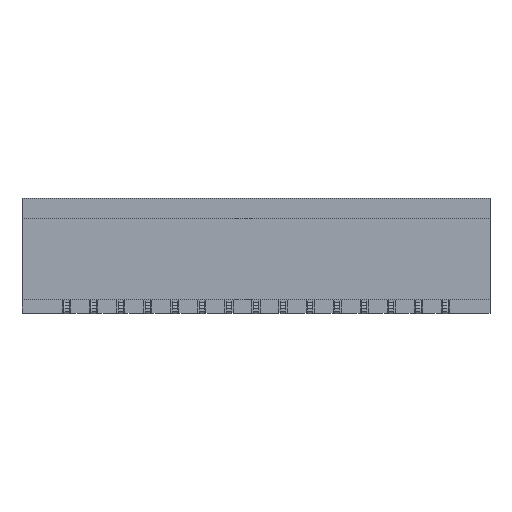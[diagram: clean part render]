
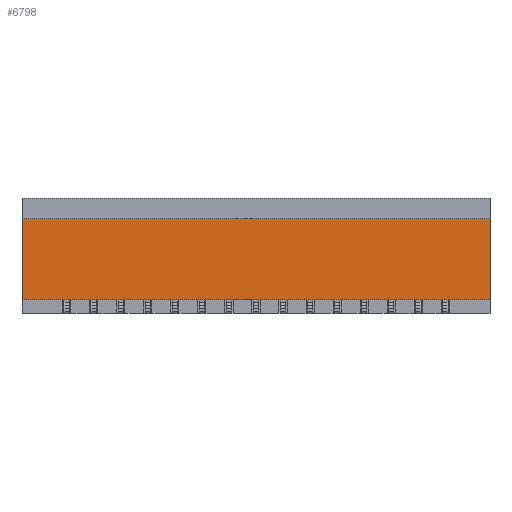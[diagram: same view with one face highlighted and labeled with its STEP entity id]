
A CAD part, front view. The second image highlights one B-rep face of the part: STEP entity #6798.
In plain terms, the highlighted planar face has unit normal (0, -1, 0).
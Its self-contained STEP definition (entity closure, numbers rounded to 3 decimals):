
#760 = DIRECTION ( 'NONE',  ( 0., 0., -1. ) ) ;
#1436 = EDGE_LOOP ( 'NONE', ( #20264, #34299, #6761, #13849 ) ) ;
#2022 = CARTESIAN_POINT ( 'NONE',  ( -8.65, -2.5, 3.52 ) ) ;
#2418 = CARTESIAN_POINT ( 'NONE',  ( -8.65, -2.5, 3.52 ) ) ;
#4073 = CARTESIAN_POINT ( 'NONE',  ( 8.65, -2.5, 0.52 ) ) ;
#4938 = EDGE_CURVE ( 'NONE', #24650, #27421, #33200, .T. ) ;
#5100 = VERTEX_POINT ( 'NONE', #30373 ) ;
#6031 = CARTESIAN_POINT ( 'NONE',  ( -8.65, -2.5, 3.52 ) ) ;
#6599 = VERTEX_POINT ( 'NONE', #43656 ) ;
#6761 = ORIENTED_EDGE ( 'NONE', *, *, #4938, .F. ) ;
#6798 = ADVANCED_FACE ( 'NONE', ( #41287 ), #34235, .F. ) ;
#10221 = VECTOR ( 'NONE', #17109, 1000. ) ;
#12822 = DIRECTION ( 'NONE',  ( 0., 1., 0. ) ) ;
#13849 = ORIENTED_EDGE ( 'NONE', *, *, #36759, .F. ) ;
#14872 = CARTESIAN_POINT ( 'NONE',  ( 8.65, -2.5, 3.52 ) ) ;
#17109 = DIRECTION ( 'NONE',  ( -1., 0., 0. ) ) ;
#20264 = ORIENTED_EDGE ( 'NONE', *, *, #25530, .T. ) ;
#20293 = LINE ( 'NONE', #2418, #33227 ) ;
#23433 = LINE ( 'NONE', #6031, #25796 ) ;
#24650 = VERTEX_POINT ( 'NONE', #29420 ) ;
#25530 = EDGE_CURVE ( 'NONE', #6599, #5100, #23433, .T. ) ;
#25796 = VECTOR ( 'NONE', #26740, 1000. ) ;
#26740 = DIRECTION ( 'NONE',  ( 0., 0., -1. ) ) ;
#27166 = DIRECTION ( 'NONE',  ( 1., 0., 0. ) ) ;
#27421 = VERTEX_POINT ( 'NONE', #4073 ) ;
#29420 = CARTESIAN_POINT ( 'NONE',  ( 8.65, -2.5, 3.52 ) ) ;
#30039 = EDGE_CURVE ( 'NONE', #27421, #5100, #30974, .T. ) ;
#30373 = CARTESIAN_POINT ( 'NONE',  ( -8.65, -2.5, 0.52 ) ) ;
#30974 = LINE ( 'NONE', #45331, #10221 ) ;
#33200 = LINE ( 'NONE', #14872, #39486 ) ;
#33227 = VECTOR ( 'NONE', #45451, 1000. ) ;
#34235 = PLANE ( 'NONE',  #45731 ) ;
#34299 = ORIENTED_EDGE ( 'NONE', *, *, #30039, .F. ) ;
#36759 = EDGE_CURVE ( 'NONE', #6599, #24650, #20293, .T. ) ;
#39486 = VECTOR ( 'NONE', #760, 1000. ) ;
#41287 = FACE_OUTER_BOUND ( 'NONE', #1436, .T. ) ;
#43656 = CARTESIAN_POINT ( 'NONE',  ( -8.65, -2.5, 3.52 ) ) ;
#45331 = CARTESIAN_POINT ( 'NONE',  ( 0., -2.5, 0.52 ) ) ;
#45451 = DIRECTION ( 'NONE',  ( 1., 0., 0. ) ) ;
#45731 = AXIS2_PLACEMENT_3D ( 'NONE', #2022, #12822, #27166 ) ;
